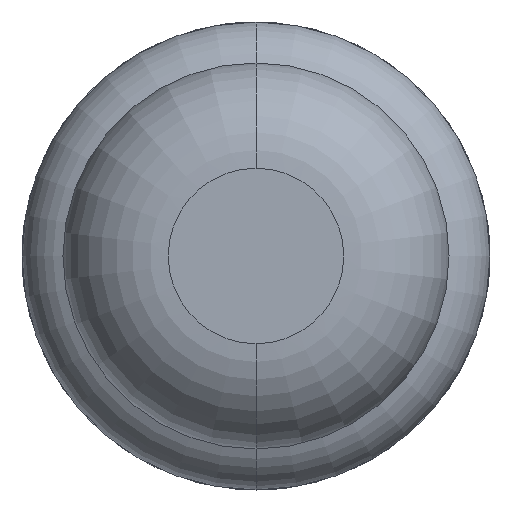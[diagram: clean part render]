
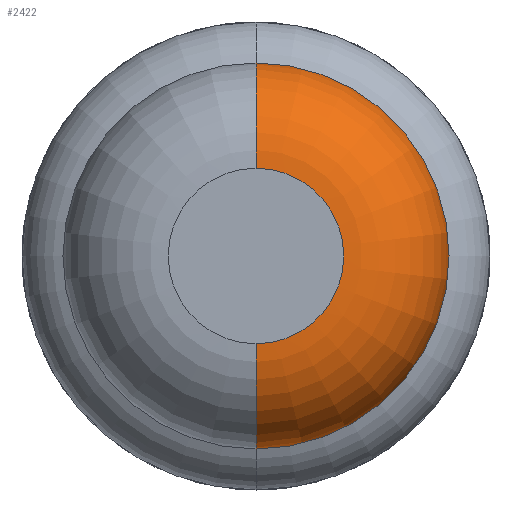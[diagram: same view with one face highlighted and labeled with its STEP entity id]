
A CAD part, front view. The second image highlights one B-rep face of the part: STEP entity #2422.
In plain terms, the highlighted toroidal (fillet/blend) face has major radius 0.375 mm and minor radius 0.45 mm.
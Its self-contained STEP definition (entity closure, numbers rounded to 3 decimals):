
#5 = FACE_OUTER_BOUND ( 'NONE', #2627, .T. ) ;
#65 = ORIENTED_EDGE ( 'NONE', *, *, #1454, .F. ) ;
#169 = CARTESIAN_POINT ( 'NONE',  ( 0., -28.55, 0. ) ) ;
#179 = DIRECTION ( 'NONE',  ( 0., 0., -1. ) ) ;
#195 = DIRECTION ( 'NONE',  ( 1., 0., 0. ) ) ;
#214 = ORIENTED_EDGE ( 'NONE', *, *, #262, .T. ) ;
#260 = VERTEX_POINT ( 'NONE', #538 ) ;
#262 = EDGE_CURVE ( 'Defeature ausgef�hrt1_8+Defeature ausgef�hrt1_7+Defeature ausgef�hrt1_7+Defeature ausgef�hrt1_7', #260, #2285, #3796, .T. ) ;
#296 = DIRECTION ( 'NONE',  ( 0., 1., 0. ) ) ;
#538 = CARTESIAN_POINT ( 'NONE',  ( 0., -29., 0.375 ) ) ;
#733 = CIRCLE ( 'NONE', #2219, 0.825 ) ;
#778 = EDGE_CURVE ( 'Defeature ausgef�hrt1_9+Defeature ausgef�hrt1_8+Defeature ausgef�hrt1_8+Defeature ausgef�hrt1_8', #1822, #1041, #733, .T. ) ;
#1041 = VERTEX_POINT ( 'NONE', #2577 ) ;
#1233 = AXIS2_PLACEMENT_3D ( 'NONE', #169, #2407, #2685 ) ;
#1287 = AXIS2_PLACEMENT_3D ( 'NONE', #2460, #2709, #3373 ) ;
#1294 = TOROIDAL_SURFACE ( 'NONE', #1233, 0.375, 0.45 ) ;
#1416 = ORIENTED_EDGE ( 'NONE', *, *, #778, .F. ) ;
#1417 = DIRECTION ( 'NONE',  ( 0., 0., 1. ) ) ;
#1435 = EDGE_CURVE ( 'NONE', #2285, #1041, #3392, .T. ) ;
#1436 = CARTESIAN_POINT ( 'NONE',  ( 0., -28.55, -0.375 ) ) ;
#1454 = EDGE_CURVE ( 'NONE', #260, #1822, #3756, .T. ) ;
#1756 = ORIENTED_EDGE ( 'NONE', *, *, #1435, .T. ) ;
#1822 = VERTEX_POINT ( 'NONE', #1913 ) ;
#1913 = CARTESIAN_POINT ( 'NONE',  ( 0., -28.55, 0.825 ) ) ;
#2219 = AXIS2_PLACEMENT_3D ( 'NONE', #2693, #3020, #1417 ) ;
#2285 = VERTEX_POINT ( 'NONE', #3958 ) ;
#2407 = DIRECTION ( 'NONE',  ( 0., 1., 0. ) ) ;
#2422 = ADVANCED_FACE ( 'Defeature ausgef�hrt1_8', ( #5 ), #1294, .T. ) ;
#2460 = CARTESIAN_POINT ( 'NONE',  ( 0., -28.55, 0.375 ) ) ;
#2577 = CARTESIAN_POINT ( 'NONE',  ( 0., -28.55, -0.825 ) ) ;
#2627 = EDGE_LOOP ( 'NONE', ( #214, #1756, #1416, #65 ) ) ;
#2685 = DIRECTION ( 'NONE',  ( 0., 0., 1. ) ) ;
#2693 = CARTESIAN_POINT ( 'NONE',  ( 0., -28.55, 0. ) ) ;
#2709 = DIRECTION ( 'NONE',  ( -1., 0., 0. ) ) ;
#2713 = AXIS2_PLACEMENT_3D ( 'NONE', #3522, #296, #3159 ) ;
#2789 = AXIS2_PLACEMENT_3D ( 'NONE', #1436, #195, #179 ) ;
#3020 = DIRECTION ( 'NONE',  ( 0., 1., 0. ) ) ;
#3159 = DIRECTION ( 'NONE',  ( 0., 0., 1. ) ) ;
#3373 = DIRECTION ( 'NONE',  ( 0., 0., 1. ) ) ;
#3392 = CIRCLE ( 'NONE', #2789, 0.45 ) ;
#3522 = CARTESIAN_POINT ( 'NONE',  ( 0., -29., 0. ) ) ;
#3756 = CIRCLE ( 'NONE', #1287, 0.45 ) ;
#3796 = CIRCLE ( 'NONE', #2713, 0.375 ) ;
#3958 = CARTESIAN_POINT ( 'NONE',  ( 0., -29., -0.375 ) ) ;
